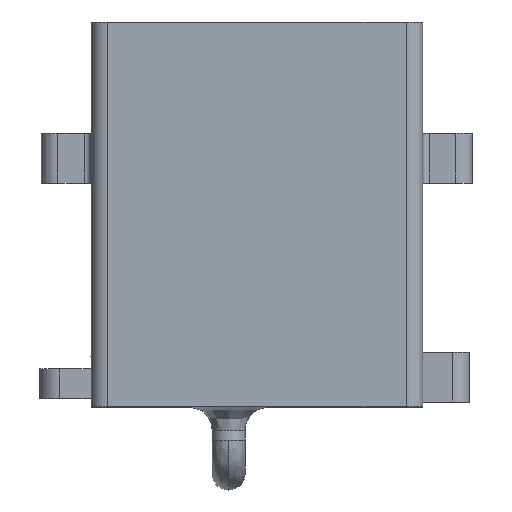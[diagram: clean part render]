
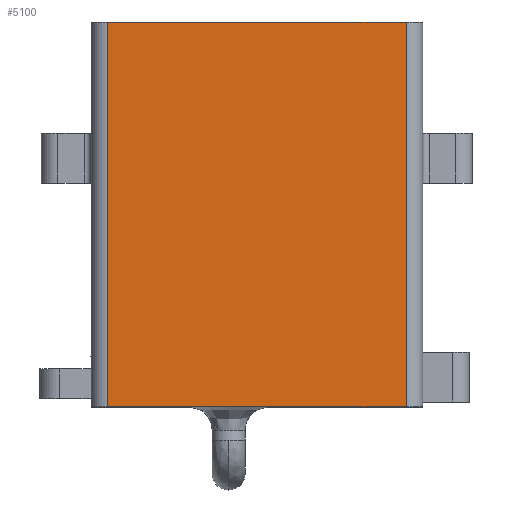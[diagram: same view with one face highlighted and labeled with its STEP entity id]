
A CAD part, top view. The second image highlights one B-rep face of the part: STEP entity #5100.
In plain terms, the highlighted planar face has unit normal (0, 0, 1).
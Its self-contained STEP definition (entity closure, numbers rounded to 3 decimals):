
#321 = EDGE_LOOP ( 'NONE', ( #15866, #8331, #24157, #18725 ) ) ;
#813 = CARTESIAN_POINT ( 'NONE',  ( -6.75, -5.75, 0. ) ) ;
#907 = DIRECTION ( 'NONE',  ( 0., 1., 0. ) ) ;
#1909 = CARTESIAN_POINT ( 'NONE',  ( -6.75, -5.75, 0. ) ) ;
#3323 = EDGE_CURVE ( 'NONE', #6563, #23874, #5040, .T. ) ;
#3681 = VECTOR ( 'NONE', #907, 1000. ) ;
#4063 = VECTOR ( 'NONE', #21422, 1000. ) ;
#4900 = CARTESIAN_POINT ( 'NONE',  ( -6.75, -5.75, 0. ) ) ;
#5040 = LINE ( 'NONE', #1909, #10984 ) ;
#5100 = ADVANCED_FACE ( 'NONE', ( #22554 ), #8400, .T. ) ;
#5114 = VERTEX_POINT ( 'NONE', #23688 ) ;
#5545 = EDGE_CURVE ( 'NONE', #19992, #6563, #21625, .T. ) ;
#6024 = DIRECTION ( 'NONE',  ( -1., 0., 0. ) ) ;
#6130 = CARTESIAN_POINT ( 'NONE',  ( -6.75, -5.75, 0. ) ) ;
#6563 = VERTEX_POINT ( 'NONE', #4900 ) ;
#6676 = LINE ( 'NONE', #21962, #3681 ) ;
#7668 = LINE ( 'NONE', #17454, #16905 ) ;
#8331 = ORIENTED_EDGE ( 'NONE', *, *, #15082, .T. ) ;
#8400 = PLANE ( 'NONE',  #20090 ) ;
#10341 = CARTESIAN_POINT ( 'NONE',  ( 2.25, -5.75, 0. ) ) ;
#10984 = VECTOR ( 'NONE', #20562, 1000. ) ;
#11962 = DIRECTION ( 'NONE',  ( 1., 0., 0. ) ) ;
#14158 = DIRECTION ( 'NONE',  ( 0., 0., 1. ) ) ;
#15082 = EDGE_CURVE ( 'NONE', #5114, #19992, #7668, .T. ) ;
#15866 = ORIENTED_EDGE ( 'NONE', *, *, #17269, .T. ) ;
#16905 = VECTOR ( 'NONE', #6024, 1000. ) ;
#17269 = EDGE_CURVE ( 'NONE', #23874, #5114, #6676, .T. ) ;
#17454 = CARTESIAN_POINT ( 'NONE',  ( -6.75, 5.85, 0. ) ) ;
#18725 = ORIENTED_EDGE ( 'NONE', *, *, #3323, .T. ) ;
#19992 = VERTEX_POINT ( 'NONE', #20958 ) ;
#20090 = AXIS2_PLACEMENT_3D ( 'NONE', #813, #14158, #11962 ) ;
#20562 = DIRECTION ( 'NONE',  ( 1., 0., 0. ) ) ;
#20958 = CARTESIAN_POINT ( 'NONE',  ( -6.75, 5.85, 0. ) ) ;
#21422 = DIRECTION ( 'NONE',  ( 0., -1., 0. ) ) ;
#21625 = LINE ( 'NONE', #6130, #4063 ) ;
#21962 = CARTESIAN_POINT ( 'NONE',  ( 2.25, -5.75, 0. ) ) ;
#22554 = FACE_OUTER_BOUND ( 'NONE', #321, .T. ) ;
#23688 = CARTESIAN_POINT ( 'NONE',  ( 2.25, 5.85, 0. ) ) ;
#23874 = VERTEX_POINT ( 'NONE', #10341 ) ;
#24157 = ORIENTED_EDGE ( 'NONE', *, *, #5545, .T. ) ;
